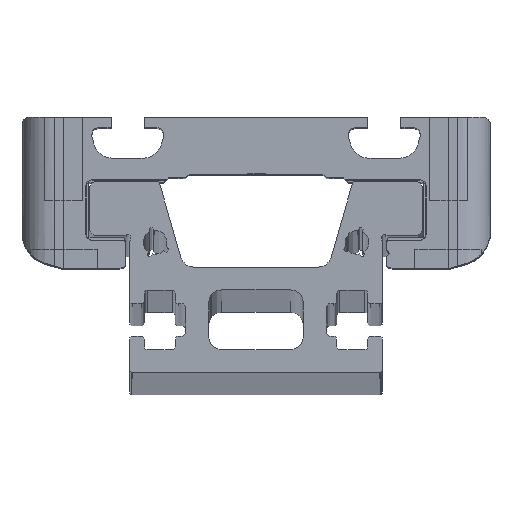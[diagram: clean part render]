
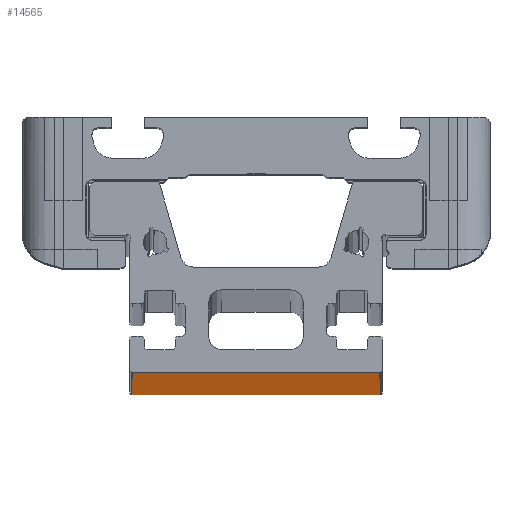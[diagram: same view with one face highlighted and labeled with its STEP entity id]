
A CAD part, top view. The second image highlights one B-rep face of the part: STEP entity #14565.
In plain terms, the highlighted planar face has unit normal (0, -1, 0).
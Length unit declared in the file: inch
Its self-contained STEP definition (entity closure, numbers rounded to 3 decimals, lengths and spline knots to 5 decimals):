
#442 = EDGE_CURVE ( 'NONE', #2651, #13683, #9662, .T. ) ;
#599 = VERTEX_POINT ( 'NONE', #9102 ) ;
#1169 = EDGE_LOOP ( 'NONE', ( #15588, #10588, #4715, #3011 ) ) ;
#1851 = AXIS2_PLACEMENT_3D ( 'NONE', #4428, #14342, #11692 ) ;
#2172 = VECTOR ( 'NONE', #13357, 39.37008 ) ;
#2651 = VERTEX_POINT ( 'NONE', #6352 ) ;
#2758 = DIRECTION ( 'NONE',  ( 0., 0., 1. ) ) ;
#3011 = ORIENTED_EDGE ( 'NONE', *, *, #13207, .T. ) ;
#3223 = VECTOR ( 'NONE', #12617, 39.37008 ) ;
#3844 = CARTESIAN_POINT ( 'NONE',  ( -0.76033, -0.63387, -78.74016 ) ) ;
#4428 = CARTESIAN_POINT ( 'NONE',  ( -0.76033, -0.63387, -15.748 ) ) ;
#4715 = ORIENTED_EDGE ( 'NONE', *, *, #15132, .T. ) ;
#5033 = CARTESIAN_POINT ( 'NONE',  ( -0.76033, -0.63387, 0. ) ) ;
#6352 = CARTESIAN_POINT ( 'NONE',  ( -0.76033, -0.63387, 0. ) ) ;
#6664 = LINE ( 'NONE', #8899, #12510 ) ;
#7407 = EDGE_CURVE ( 'NONE', #15051, #2651, #10063, .T. ) ;
#8081 = CARTESIAN_POINT ( 'NONE',  ( 0.76033, -0.63387, 0. ) ) ;
#8899 = CARTESIAN_POINT ( 'NONE',  ( 0.76033, -0.63387, -15.748 ) ) ;
#9102 = CARTESIAN_POINT ( 'NONE',  ( 0.76033, -0.63387, -78.74016 ) ) ;
#9533 = FACE_OUTER_BOUND ( 'NONE', #1169, .T. ) ;
#9662 = LINE ( 'NONE', #5033, #2172 ) ;
#10057 = LINE ( 'NONE', #10297, #3223 ) ;
#10063 = LINE ( 'NONE', #13911, #10695 ) ;
#10297 = CARTESIAN_POINT ( 'NONE',  ( 0.76033, -0.63387, -78.74016 ) ) ;
#10588 = ORIENTED_EDGE ( 'NONE', *, *, #7407, .F. ) ;
#10652 = PLANE ( 'NONE',  #1851 ) ;
#10695 = VECTOR ( 'NONE', #11192, 39.37008 ) ;
#11192 = DIRECTION ( 'NONE',  ( 0., 0., 1. ) ) ;
#11692 = DIRECTION ( 'NONE',  ( 0., 0., -1. ) ) ;
#12510 = VECTOR ( 'NONE', #2758, 39.37008 ) ;
#12617 = DIRECTION ( 'NONE',  ( 1., 0., 0. ) ) ;
#13207 = EDGE_CURVE ( 'NONE', #599, #13683, #6664, .T. ) ;
#13357 = DIRECTION ( 'NONE',  ( 1., 0., 0. ) ) ;
#13683 = VERTEX_POINT ( 'NONE', #8081 ) ;
#13911 = CARTESIAN_POINT ( 'NONE',  ( -0.76033, -0.63387, -15.748 ) ) ;
#14342 = DIRECTION ( 'NONE',  ( 0., -1., 0. ) ) ;
#14565 = ADVANCED_FACE ( 'NONE', ( #9533 ), #10652, .T. ) ;
#15051 = VERTEX_POINT ( 'NONE', #3844 ) ;
#15132 = EDGE_CURVE ( 'NONE', #15051, #599, #10057, .T. ) ;
#15588 = ORIENTED_EDGE ( 'NONE', *, *, #442, .F. ) ;
